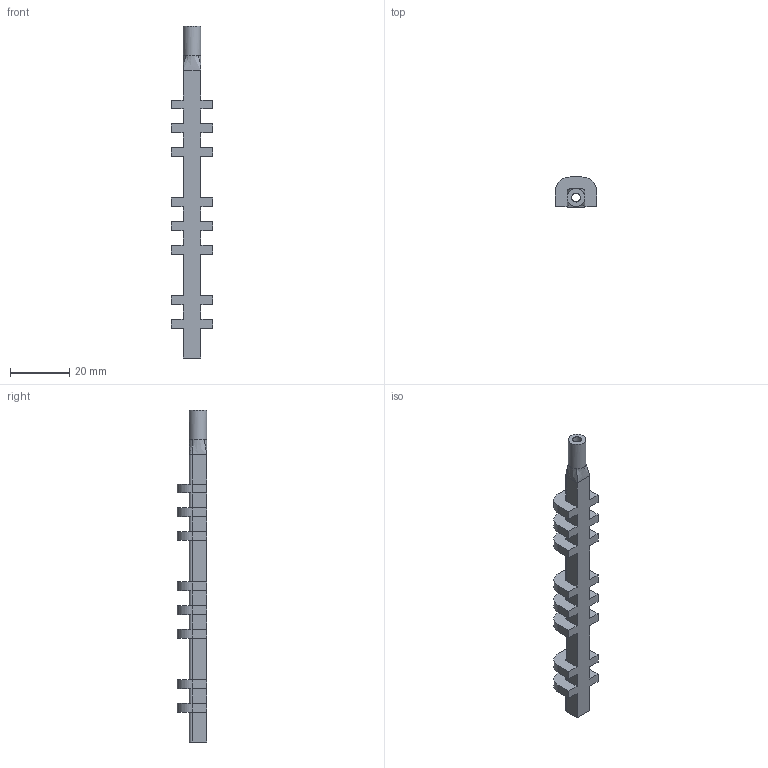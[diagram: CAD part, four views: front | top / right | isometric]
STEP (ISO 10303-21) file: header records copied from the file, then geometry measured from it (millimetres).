
FILE_DESCRIPTION(/* description */ (''),/* implementation_level */ '2;1');
FILE_NAME(/* name */ 'sba_mold_core.stp',/* time_stamp */ '2025-03-10T18:19:23Z',/* author */ ('diogo'),/* organization */ (''),/* preprocessor_version */ 'ST-DEVELOPER v19.2',/* originating_system */ 'Autodesk Inventor 2024',/* authorisation */ '');
FILE_SCHEMA (('AUTOMOTIVE_DESIGN { 1 0 10303 214 3 1 1 }'));
Length unit declared in the file: millimetre
Products named in the file (1): v1.5.7_Core
Bounding box: 14 x 10 x 112 mm (x, y, z)
Volume: 5349.9 mm3; surface area: 5635.3 mm2
Topology: 1 solids, 1 shells, 112 faces, 333 edges, 223 vertices
Faces by surface type: plane 70, cylinder 36, bspline 6
Full cylindrical faces by diameter (mm): 3 x1, 6 x1
Entity records: 4069 total; most frequent: CARTESIAN_POINT 815, ORIENTED_EDGE 666, DIRECTION 630, EDGE_CURVE 333, LINE 250, VECTOR 250, VERTEX_POINT 223, AXIS2_PLACEMENT_3D 190
